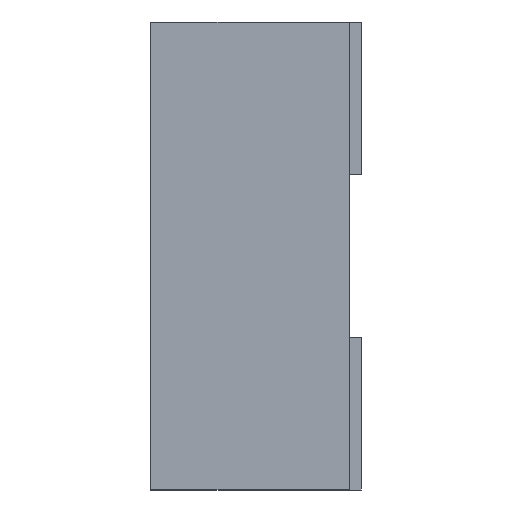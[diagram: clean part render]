
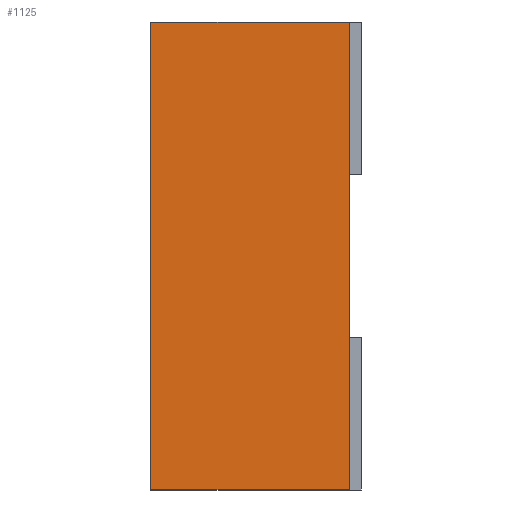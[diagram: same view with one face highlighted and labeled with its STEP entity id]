
A CAD part, left-side view. The second image highlights one B-rep face of the part: STEP entity #1125.
In plain terms, the highlighted planar face has unit normal (-1, 0, 0).
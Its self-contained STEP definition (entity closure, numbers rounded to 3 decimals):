
#54 = CARTESIAN_POINT ( 'NONE',  ( -1.25, 0., -1. ) ) ;
#92 = DIRECTION ( 'NONE',  ( 0., 0., 1. ) ) ;
#126 = VERTEX_POINT ( 'NONE', #54 ) ;
#142 = VERTEX_POINT ( 'NONE', #338 ) ;
#156 = EDGE_CURVE ( 'NONE', #126, #1249, #1526, .T. ) ;
#222 = CARTESIAN_POINT ( 'NONE',  ( -1.25, 0.85, -1. ) ) ;
#227 = CARTESIAN_POINT ( 'NONE',  ( -1.25, 0.85, 1. ) ) ;
#322 = EDGE_CURVE ( 'NONE', #142, #126, #340, .T. ) ;
#338 = CARTESIAN_POINT ( 'NONE',  ( -1.25, 0.85, -1. ) ) ;
#340 = LINE ( 'NONE', #222, #703 ) ;
#377 = VERTEX_POINT ( 'NONE', #227 ) ;
#515 = ORIENTED_EDGE ( 'NONE', *, *, #795, .F. ) ;
#601 = DIRECTION ( 'NONE',  ( 0., -1., 0. ) ) ;
#640 = ORIENTED_EDGE ( 'NONE', *, *, #156, .T. ) ;
#689 = CARTESIAN_POINT ( 'NONE',  ( -1.25, 0.85, 1. ) ) ;
#703 = VECTOR ( 'NONE', #601, 1000. ) ;
#738 = CARTESIAN_POINT ( 'NONE',  ( -1.25, 0.85, 1. ) ) ;
#795 = EDGE_CURVE ( 'NONE', #142, #377, #1161, .T. ) ;
#901 = VECTOR ( 'NONE', #920, 1000. ) ;
#913 = AXIS2_PLACEMENT_3D ( 'NONE', #689, #1202, #1464 ) ;
#920 = DIRECTION ( 'NONE',  ( 0., -1., 0. ) ) ;
#936 = ORIENTED_EDGE ( 'NONE', *, *, #1588, .F. ) ;
#1047 = VECTOR ( 'NONE', #1260, 1000. ) ;
#1096 = CARTESIAN_POINT ( 'NONE',  ( -1.25, 0., 1. ) ) ;
#1125 = ADVANCED_FACE ( 'NONE', ( #1353 ), #1458, .F. ) ;
#1161 = LINE ( 'NONE', #738, #1047 ) ;
#1202 = DIRECTION ( 'NONE',  ( 1., 0., 0. ) ) ;
#1249 = VERTEX_POINT ( 'NONE', #1096 ) ;
#1260 = DIRECTION ( 'NONE',  ( 0., 0., 1. ) ) ;
#1333 = EDGE_LOOP ( 'NONE', ( #640, #936, #515, #1486 ) ) ;
#1353 = FACE_OUTER_BOUND ( 'NONE', #1333, .T. ) ;
#1423 = VECTOR ( 'NONE', #92, 1000. ) ;
#1431 = LINE ( 'NONE', #1450, #901 ) ;
#1450 = CARTESIAN_POINT ( 'NONE',  ( -1.25, 0.85, 1. ) ) ;
#1458 = PLANE ( 'NONE',  #913 ) ;
#1464 = DIRECTION ( 'NONE',  ( 0., 0., -1. ) ) ;
#1486 = ORIENTED_EDGE ( 'NONE', *, *, #322, .T. ) ;
#1526 = LINE ( 'NONE', #1585, #1423 ) ;
#1585 = CARTESIAN_POINT ( 'NONE',  ( -1.25, 0., 1. ) ) ;
#1588 = EDGE_CURVE ( 'NONE', #377, #1249, #1431, .T. ) ;
